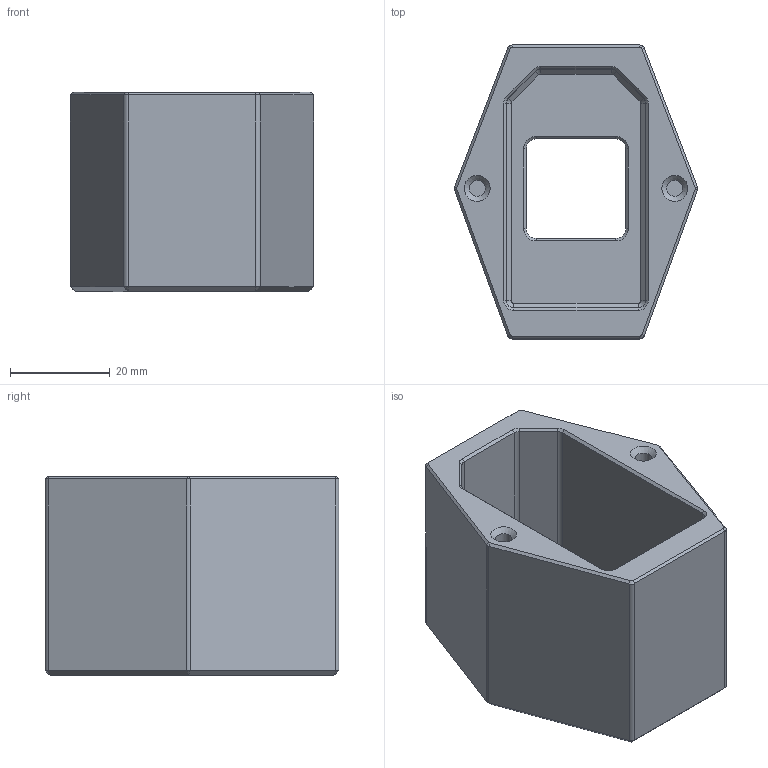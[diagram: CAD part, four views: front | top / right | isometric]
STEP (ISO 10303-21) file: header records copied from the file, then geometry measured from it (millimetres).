
FILE_DESCRIPTION(/* description */ (''),/* implementation_level */ '2;1');
FILE_NAME(/* name */ 'iec_plug_housing.step',/* time_stamp */ '2020-03-23T10:09:10+00:00',/* author */ (''),/* organization */ (''),/* preprocessor_version */ 'ST-DEVELOPER v18',/* originating_system */ 'Autodesk Translation Framework v8.12.0.6',/* authorisation */ '');
FILE_SCHEMA (('AUTOMOTIVE_DESIGN { 1 0 10303 214 3 1 1 }'));
Length unit declared in the file: millimetre
Products named in the file (1): Amazon plug cover
Bounding box: 48.86 x 59 x 40 mm (x, y, z)
Volume: 39065.6 mm3; surface area: 16349.6 mm2
Topology: 1 solids, 1 shells, 105 faces, 234 edges, 128 vertices
Faces by surface type: plane 53, cone 34, cylinder 18
Full cylindrical faces by diameter (mm): 3.2 x2
Entity records: 2807 total; most frequent: DIRECTION 504, CARTESIAN_POINT 462, ORIENTED_EDGE 456, EDGE_CURVE 228, AXIS2_PLACEMENT_3D 170, LINE 164, VECTOR 164, VERTEX_POINT 128
